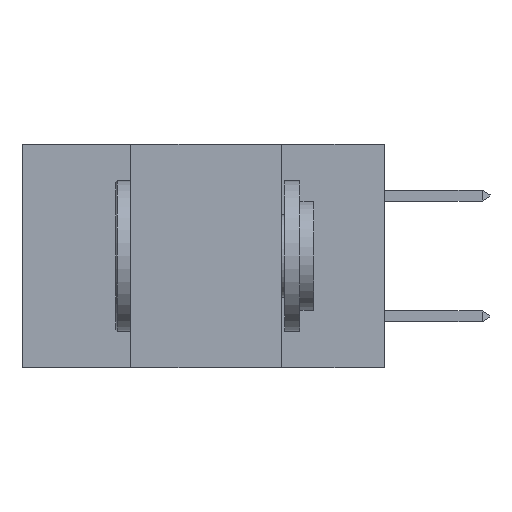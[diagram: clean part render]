
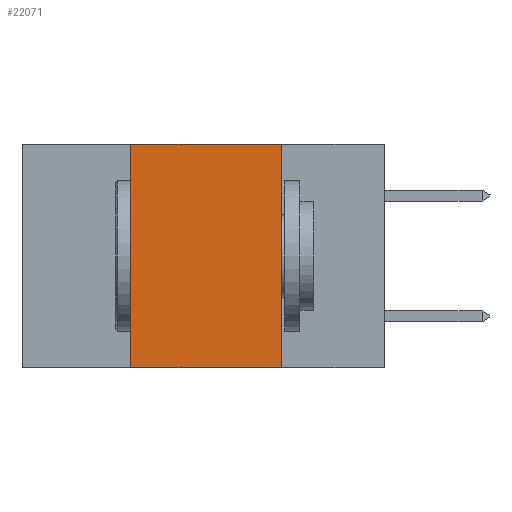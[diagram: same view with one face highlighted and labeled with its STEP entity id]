
A CAD part, left-side view. The second image highlights one B-rep face of the part: STEP entity #22071.
In plain terms, the highlighted planar face has unit normal (-1, 0, 0).
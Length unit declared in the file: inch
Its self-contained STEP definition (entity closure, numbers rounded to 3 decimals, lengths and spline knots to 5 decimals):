
#916 = VECTOR ( 'NONE', #14086, 39.37008 ) ;
#1352 = VERTEX_POINT ( 'NONE', #28587 ) ;
#3069 = CARTESIAN_POINT ( 'NONE',  ( 0., 0.6, -0.37 ) ) ;
#5132 = LINE ( 'NONE', #13379, #31501 ) ;
#5500 = VERTEX_POINT ( 'NONE', #31402 ) ;
#5748 = DIRECTION ( 'NONE',  ( 0., -1., 0. ) ) ;
#5916 = DIRECTION ( 'NONE',  ( 1., 0., 0. ) ) ;
#6247 = VERTEX_POINT ( 'NONE', #26638 ) ;
#6386 = EDGE_LOOP ( 'NONE', ( #14375, #23243, #25319, #7064 ) ) ;
#7064 = ORIENTED_EDGE ( 'NONE', *, *, #30255, .T. ) ;
#8413 = DIRECTION ( 'NONE',  ( 0., 0., -1. ) ) ;
#10982 = CARTESIAN_POINT ( 'NONE',  ( 0., 0.17, -0.37 ) ) ;
#13181 = LINE ( 'NONE', #31717, #916 ) ;
#13205 = VECTOR ( 'NONE', #5748, 39.37008 ) ;
#13379 = CARTESIAN_POINT ( 'NONE',  ( 0., 0.6, 0. ) ) ;
#13464 = VERTEX_POINT ( 'NONE', #10982 ) ;
#14086 = DIRECTION ( 'NONE',  ( 0., 0., 1. ) ) ;
#14375 = ORIENTED_EDGE ( 'NONE', *, *, #29293, .F. ) ;
#15156 = EDGE_CURVE ( 'NONE', #5500, #1352, #13181, .T. ) ;
#15631 = VECTOR ( 'NONE', #8413, 39.37008 ) ;
#16056 = CARTESIAN_POINT ( 'NONE',  ( 0., 0.17, 0. ) ) ;
#16160 = CARTESIAN_POINT ( 'NONE',  ( 0., 0.6, 0. ) ) ;
#17181 = AXIS2_PLACEMENT_3D ( 'NONE', #16160, #5916, #23863 ) ;
#21303 = PLANE ( 'NONE',  #17181 ) ;
#22071 = ADVANCED_FACE ( 'NONE', ( #23399 ), #21303, .F. ) ;
#23243 = ORIENTED_EDGE ( 'NONE', *, *, #24702, .F. ) ;
#23399 = FACE_OUTER_BOUND ( 'NONE', #6386, .T. ) ;
#23488 = DIRECTION ( 'NONE',  ( 0., -1., 0. ) ) ;
#23863 = DIRECTION ( 'NONE',  ( 0., 0., -1. ) ) ;
#24702 = EDGE_CURVE ( 'NONE', #1352, #6247, #5132, .T. ) ;
#25319 = ORIENTED_EDGE ( 'NONE', *, *, #15156, .F. ) ;
#26638 = CARTESIAN_POINT ( 'NONE',  ( 0., 0.17, 0. ) ) ;
#28587 = CARTESIAN_POINT ( 'NONE',  ( 0., 0.42, 0. ) ) ;
#29157 = LINE ( 'NONE', #16056, #15631 ) ;
#29293 = EDGE_CURVE ( 'NONE', #6247, #13464, #29157, .T. ) ;
#30255 = EDGE_CURVE ( 'NONE', #5500, #13464, #32626, .T. ) ;
#31402 = CARTESIAN_POINT ( 'NONE',  ( 0., 0.42, -0.37 ) ) ;
#31501 = VECTOR ( 'NONE', #23488, 39.37008 ) ;
#31717 = CARTESIAN_POINT ( 'NONE',  ( 0., 0.42, 0. ) ) ;
#32626 = LINE ( 'NONE', #3069, #13205 ) ;
